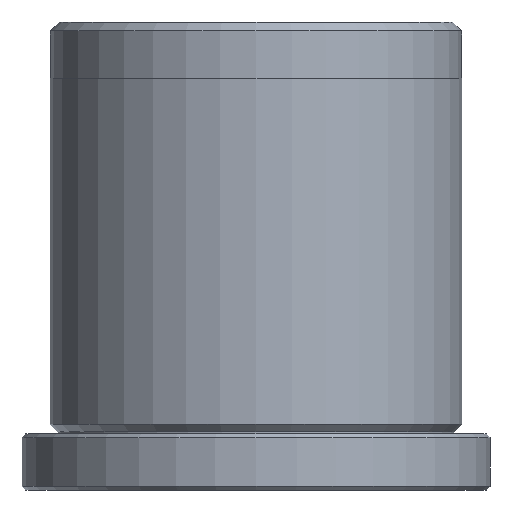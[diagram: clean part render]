
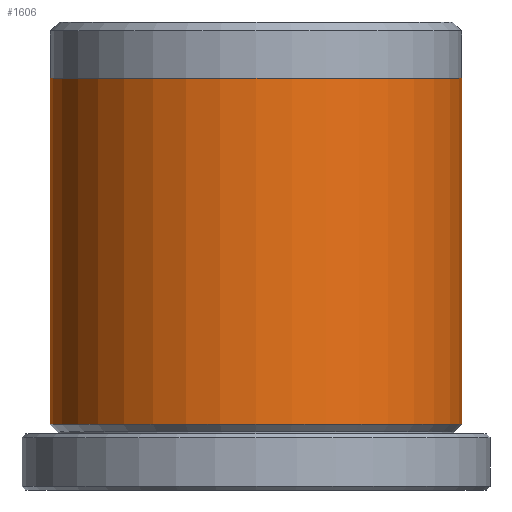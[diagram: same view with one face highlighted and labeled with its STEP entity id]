
A CAD part, front view. The second image highlights one B-rep face of the part: STEP entity #1606.
In plain terms, the highlighted cylindrical face has radius 11 mm (diameter 22 mm), a partial arc.
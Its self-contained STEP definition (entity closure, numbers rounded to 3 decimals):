
#1 = DIRECTION ( 'NONE',  ( 0., 0., -1. ) ) ;
#27 = VERTEX_POINT ( 'NONE', #356 ) ;
#71 = EDGE_LOOP ( 'NONE', ( #877, #527, #400, #341 ) ) ;
#146 = CARTESIAN_POINT ( 'NONE',  ( 11., 0., 25. ) ) ;
#254 = VECTOR ( 'NONE', #1, 1000. ) ;
#284 = EDGE_CURVE ( 'NONE', #27, #322, #1405, .T. ) ;
#308 = DIRECTION ( 'NONE',  ( 0., 0., -1. ) ) ;
#322 = VERTEX_POINT ( 'NONE', #953 ) ;
#341 = ORIENTED_EDGE ( 'NONE', *, *, #284, .F. ) ;
#356 = CARTESIAN_POINT ( 'NONE',  ( 11., 0., 3.5 ) ) ;
#378 = EDGE_CURVE ( 'NONE', #965, #475, #1319, .T. ) ;
#400 = ORIENTED_EDGE ( 'NONE', *, *, #481, .T. ) ;
#412 = DIRECTION ( 'NONE',  ( -1., 0., 0. ) ) ;
#475 = VERTEX_POINT ( 'NONE', #1580 ) ;
#481 = EDGE_CURVE ( 'NONE', #965, #322, #714, .T. ) ;
#527 = ORIENTED_EDGE ( 'NONE', *, *, #378, .F. ) ;
#557 = CARTESIAN_POINT ( 'NONE',  ( 0., 0., 22. ) ) ;
#563 = EDGE_CURVE ( 'NONE', #475, #27, #1429, .T. ) ;
#587 = CARTESIAN_POINT ( 'NONE',  ( -11., 0., 25. ) ) ;
#696 = DIRECTION ( 'NONE',  ( 1., 0., 0. ) ) ;
#705 = AXIS2_PLACEMENT_3D ( 'NONE', #1671, #808, #1814 ) ;
#714 = LINE ( 'NONE', #587, #1091 ) ;
#808 = DIRECTION ( 'NONE',  ( 0., 0., -1. ) ) ;
#877 = ORIENTED_EDGE ( 'NONE', *, *, #563, .F. ) ;
#953 = CARTESIAN_POINT ( 'NONE',  ( -11., 0., 3.5 ) ) ;
#963 = DIRECTION ( 'NONE',  ( 0., 0., -1. ) ) ;
#965 = VERTEX_POINT ( 'NONE', #1746 ) ;
#1050 = CYLINDRICAL_SURFACE ( 'NONE', #1389, 11. ) ;
#1091 = VECTOR ( 'NONE', #308, 1000. ) ;
#1229 = FACE_OUTER_BOUND ( 'NONE', #71, .T. ) ;
#1319 = CIRCLE ( 'NONE', #1664, 11. ) ;
#1389 = AXIS2_PLACEMENT_3D ( 'NONE', #1394, #963, #412 ) ;
#1394 = CARTESIAN_POINT ( 'NONE',  ( 0., 0., 25. ) ) ;
#1405 = CIRCLE ( 'NONE', #705, 11. ) ;
#1429 = LINE ( 'NONE', #146, #254 ) ;
#1553 = DIRECTION ( 'NONE',  ( 0., 0., 1. ) ) ;
#1580 = CARTESIAN_POINT ( 'NONE',  ( 11., 0., 22. ) ) ;
#1606 = ADVANCED_FACE ( 'NONE', ( #1229 ), #1050, .T. ) ;
#1664 = AXIS2_PLACEMENT_3D ( 'NONE', #557, #1553, #696 ) ;
#1671 = CARTESIAN_POINT ( 'NONE',  ( 0., 0., 3.5 ) ) ;
#1746 = CARTESIAN_POINT ( 'NONE',  ( -11., 0., 22. ) ) ;
#1814 = DIRECTION ( 'NONE',  ( -1., 0., 0. ) ) ;
